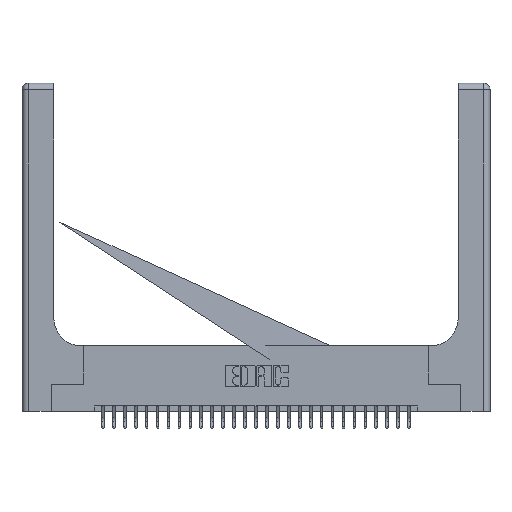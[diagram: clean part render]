
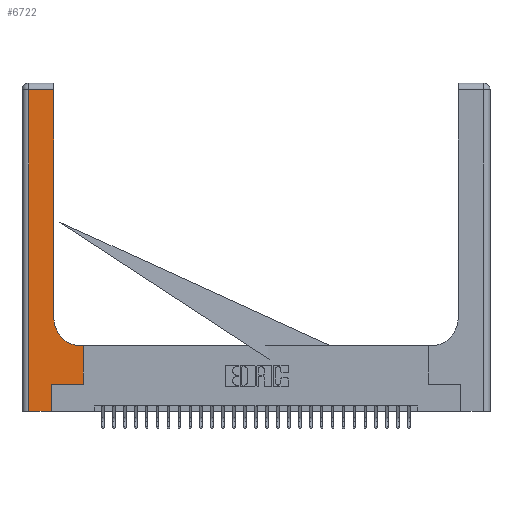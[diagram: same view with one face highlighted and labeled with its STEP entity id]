
A CAD part, top view. The second image highlights one B-rep face of the part: STEP entity #6722.
In plain terms, the highlighted planar face has unit normal (0, 0, 1).
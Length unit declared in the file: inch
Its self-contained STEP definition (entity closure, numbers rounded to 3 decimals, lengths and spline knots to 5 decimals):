
#159 = CARTESIAN_POINT ( 'NONE',  ( 0., 3., 0.37 ) ) ;
#189 = CARTESIAN_POINT ( 'NONE',  ( 0.2915, 0.85, 0.37 ) ) ;
#558 = ORIENTED_EDGE ( 'NONE', *, *, #27093, .T. ) ;
#690 = ORIENTED_EDGE ( 'NONE', *, *, #19005, .T. ) ;
#1324 = CARTESIAN_POINT ( 'NONE',  ( 0.269, 0.25, 0.37 ) ) ;
#1332 = CARTESIAN_POINT ( 'NONE',  ( 0.5585, 0.6, 0.37 ) ) ;
#1660 = ORIENTED_EDGE ( 'NONE', *, *, #20525, .T. ) ;
#2238 = DIRECTION ( 'NONE',  ( -1., 0., 0. ) ) ;
#2844 = EDGE_CURVE ( 'NONE', #23205, #14747, #8067, .T. ) ;
#3354 = ORIENTED_EDGE ( 'NONE', *, *, #24390, .T. ) ;
#6004 = VECTOR ( 'NONE', #2238, 39.37008 ) ;
#6360 = ORIENTED_EDGE ( 'NONE', *, *, #2844, .T. ) ;
#6457 = LINE ( 'NONE', #20914, #24151 ) ;
#6722 = ADVANCED_FACE ( 'NONE', ( #25531 ), #18783, .F. ) ;
#7004 = DIRECTION ( 'NONE',  ( 0., 0., -1. ) ) ;
#7290 = DIRECTION ( 'NONE',  ( -1., 0., 0. ) ) ;
#7339 = VECTOR ( 'NONE', #24394, 39.37008 ) ;
#7886 = DIRECTION ( 'NONE',  ( 0., 1., 0. ) ) ;
#8067 = LINE ( 'NONE', #26708, #7339 ) ;
#8073 = VERTEX_POINT ( 'NONE', #24254 ) ;
#8136 = AXIS2_PLACEMENT_3D ( 'NONE', #159, #21084, #7290 ) ;
#8647 = CARTESIAN_POINT ( 'NONE',  ( 0.06, 0., 0.37 ) ) ;
#8805 = CARTESIAN_POINT ( 'NONE',  ( 0.2915, 2.94, 0.37 ) ) ;
#9199 = LINE ( 'NONE', #10354, #21441 ) ;
#9470 = DIRECTION ( 'NONE',  ( -1., 0., 0. ) ) ;
#10279 = VERTEX_POINT ( 'NONE', #8805 ) ;
#10354 = CARTESIAN_POINT ( 'NONE',  ( 0.2915, 3., 0.37 ) ) ;
#10845 = LINE ( 'NONE', #25362, #22321 ) ;
#10925 = VECTOR ( 'NONE', #29099, 39.37008 ) ;
#11323 = CARTESIAN_POINT ( 'NONE',  ( 0.5585, 0.25, 0.37 ) ) ;
#11670 = EDGE_CURVE ( 'NONE', #23639, #23205, #17030, .T. ) ;
#12826 = ORIENTED_EDGE ( 'NONE', *, *, #13061, .T. ) ;
#12858 = EDGE_LOOP ( 'NONE', ( #690, #27887, #22927, #3354, #1660, #28642, #6360, #12826, #558 ) ) ;
#12939 = AXIS2_PLACEMENT_3D ( 'NONE', #20798, #7004, #23120 ) ;
#13061 = EDGE_CURVE ( 'NONE', #14747, #8073, #6457, .T. ) ;
#13147 = CARTESIAN_POINT ( 'NONE',  ( 0.269, 0., 0.37 ) ) ;
#14102 = VERTEX_POINT ( 'NONE', #24499 ) ;
#14747 = VERTEX_POINT ( 'NONE', #1332 ) ;
#15413 = VERTEX_POINT ( 'NONE', #13147 ) ;
#16108 = CARTESIAN_POINT ( 'NONE',  ( 0., 2.94, 0.37 ) ) ;
#16200 = DIRECTION ( 'NONE',  ( 0., 1., 0. ) ) ;
#16646 = EDGE_CURVE ( 'NONE', #14102, #27046, #27304, .T. ) ;
#17030 = LINE ( 'NONE', #1324, #10925 ) ;
#17134 = CARTESIAN_POINT ( 'NONE',  ( 0.269, 0.25, 0.37 ) ) ;
#17673 = DIRECTION ( 'NONE',  ( 1., 0., 0. ) ) ;
#17910 = EDGE_CURVE ( 'NONE', #10279, #14102, #23679, .T. ) ;
#18783 = PLANE ( 'NONE',  #8136 ) ;
#19005 = EDGE_CURVE ( 'NONE', #25577, #10279, #9199, .T. ) ;
#19081 = CIRCLE ( 'NONE', #12939, 0.25 ) ;
#20525 = EDGE_CURVE ( 'NONE', #15413, #23639, #10845, .T. ) ;
#20798 = CARTESIAN_POINT ( 'NONE',  ( 0.5415, 0.85, 0.37 ) ) ;
#20914 = CARTESIAN_POINT ( 'NONE',  ( 0.2915, 0.6, 0.37 ) ) ;
#21084 = DIRECTION ( 'NONE',  ( 0., 0., -1. ) ) ;
#21441 = VECTOR ( 'NONE', #7886, 39.37008 ) ;
#22321 = VECTOR ( 'NONE', #16200, 39.37008 ) ;
#22927 = ORIENTED_EDGE ( 'NONE', *, *, #16646, .T. ) ;
#23120 = DIRECTION ( 'NONE',  ( 1., 0., 0. ) ) ;
#23205 = VERTEX_POINT ( 'NONE', #11323 ) ;
#23639 = VERTEX_POINT ( 'NONE', #17134 ) ;
#23679 = LINE ( 'NONE', #16108, #6004 ) ;
#24151 = VECTOR ( 'NONE', #9470, 39.37008 ) ;
#24254 = CARTESIAN_POINT ( 'NONE',  ( 0.5415, 0.6, 0.37 ) ) ;
#24390 = EDGE_CURVE ( 'NONE', #27046, #15413, #27500, .T. ) ;
#24394 = DIRECTION ( 'NONE',  ( 0., 1., 0. ) ) ;
#24439 = CARTESIAN_POINT ( 'NONE',  ( 0., 0., 0.37 ) ) ;
#24499 = CARTESIAN_POINT ( 'NONE',  ( 0.06, 2.94, 0.37 ) ) ;
#24546 = DIRECTION ( 'NONE',  ( 0., -1., 0. ) ) ;
#25362 = CARTESIAN_POINT ( 'NONE',  ( 0.269, 0., 0.37 ) ) ;
#25531 = FACE_OUTER_BOUND ( 'NONE', #12858, .T. ) ;
#25577 = VERTEX_POINT ( 'NONE', #189 ) ;
#26083 = VECTOR ( 'NONE', #17673, 39.37008 ) ;
#26599 = VECTOR ( 'NONE', #24546, 39.37008 ) ;
#26708 = CARTESIAN_POINT ( 'NONE',  ( 0.5585, 0.25, 0.37 ) ) ;
#27046 = VERTEX_POINT ( 'NONE', #8647 ) ;
#27093 = EDGE_CURVE ( 'NONE', #8073, #25577, #19081, .T. ) ;
#27304 = LINE ( 'NONE', #29184, #26599 ) ;
#27500 = LINE ( 'NONE', #24439, #26083 ) ;
#27887 = ORIENTED_EDGE ( 'NONE', *, *, #17910, .T. ) ;
#28642 = ORIENTED_EDGE ( 'NONE', *, *, #11670, .T. ) ;
#29099 = DIRECTION ( 'NONE',  ( 1., 0., 0. ) ) ;
#29184 = CARTESIAN_POINT ( 'NONE',  ( 0.06, 3., 0.37 ) ) ;
